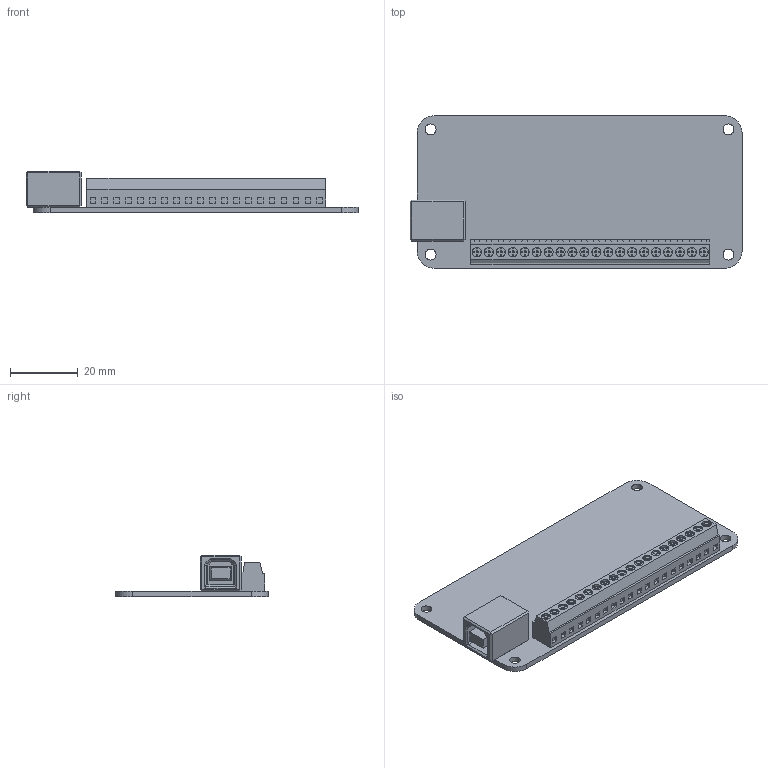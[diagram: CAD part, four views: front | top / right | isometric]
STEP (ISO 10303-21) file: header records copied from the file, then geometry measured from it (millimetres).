
FILE_DESCRIPTION(/* description */ (''),/* implementation_level */ '2;1');
FILE_NAME(/* name */ 'Zero-PiFightingBoardEASY.stp',/* time_stamp */ '2024-09-20T22:48:23+09:00',/* author */ ('qz'),/* organization */ (''),/* preprocessor_version */ 'ST-DEVELOPER v19.2',/* originating_system */ 'Autodesk Inventor 2024',/* authorisation */ '');
FILE_SCHEMA (('AUTOMOTIVE_DESIGN { 1 0 10303 214 3 1 1 }'));
Length unit declared in the file: millimetre
Products named in the file (4): Zero-PiFightingBoardEASY; Zero-PiFightingBoardEASY_Board; Zero-PiFightingBoardEASY_USB; Zero-PiFightingBoardEASY_TerminalBlock
Assembly tree (3 placements, depth 2):
  Zero-PiFightingBoardEASY
    Zero-PiFightingBoardEASY_Board
    Zero-PiFightingBoardEASY_USB
    Zero-PiFightingBoardEASY_TerminalBlock
Bounding box: 98.1 x 45 x 12.3 mm (x, y, z)
Volume: 12304.6 mm3; surface area: 13143.5 mm2
Topology: 3 solids, 3 shells, 596 faces, 1480 edges, 952 vertices
Faces by surface type: plane 568, cylinder 28
Full cylindrical faces by diameter (mm): 2.7 x20, 3.2 x4
Entity records: 17731 total; most frequent: CARTESIAN_POINT 3035, ORIENTED_EDGE 2960, DIRECTION 2742, EDGE_CURVE 1480, LINE 1424, VECTOR 1424, VERTEX_POINT 952, EDGE_LOOP 666
